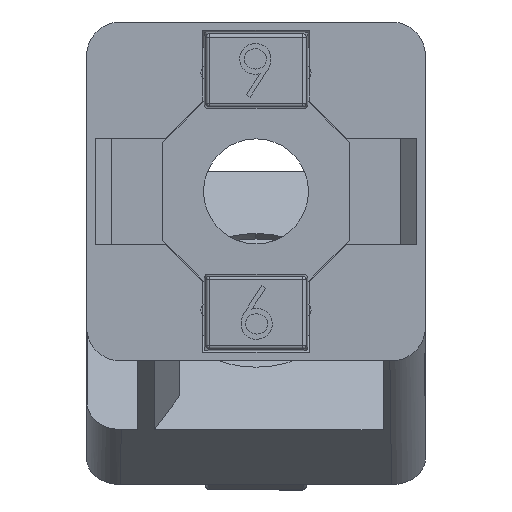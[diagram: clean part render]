
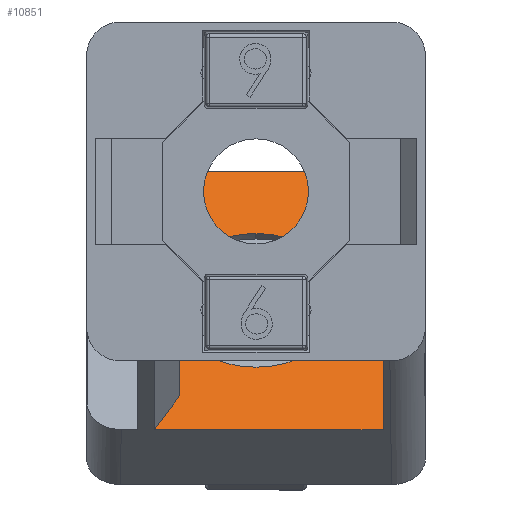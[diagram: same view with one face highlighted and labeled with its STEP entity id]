
A CAD part, front view. The second image highlights one B-rep face of the part: STEP entity #10851.
In plain terms, the highlighted planar face has unit normal (0, -0.766, 0.643).
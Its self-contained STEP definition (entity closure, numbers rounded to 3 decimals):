
#56 = CARTESIAN_POINT ( 'NONE',  ( -4.5, 17.931, -12.065 ) ) ;
#621 = VERTEX_POINT ( 'NONE', #5303 ) ;
#624 = DIRECTION ( 'NONE',  ( 0., -0.643, -0.766 ) ) ;
#847 = CARTESIAN_POINT ( 'NONE',  ( -4.5, 27.39, -0.791 ) ) ;
#1149 = LINE ( 'NONE', #3211, #12041 ) ;
#1229 = EDGE_CURVE ( 'NONE', #11615, #5780, #1149, .T. ) ;
#1532 = DIRECTION ( 'NONE',  ( 1., 0., 0. ) ) ;
#1792 = VERTEX_POINT ( 'NONE', #12898 ) ;
#1971 = CARTESIAN_POINT ( 'NONE',  ( -4.5, 21.051, -8.346 ) ) ;
#1977 = CARTESIAN_POINT ( 'NONE',  ( -4.5, 32.302, 5.063 ) ) ;
#2043 = CARTESIAN_POINT ( 'NONE',  ( 7.5, 29.06, 1.199 ) ) ;
#2224 = VERTEX_POINT ( 'NONE', #6467 ) ;
#2384 = CARTESIAN_POINT ( 'NONE',  ( 0., 22.66, -6.428 ) ) ;
#2700 = EDGE_CURVE ( 'NONE', #8946, #1792, #3840, .T. ) ;
#2892 = CARTESIAN_POINT ( 'NONE',  ( 0., 22.66, -6.428 ) ) ;
#3211 = CARTESIAN_POINT ( 'NONE',  ( -6., 16.261, -14.055 ) ) ;
#3611 = VERTEX_POINT ( 'NONE', #9196 ) ;
#3807 = DIRECTION ( 'NONE',  ( 0., -0.766, 0.643 ) ) ;
#3840 = CIRCLE ( 'NONE', #19103, 5.15 ) ;
#3986 = DIRECTION ( 'NONE',  ( -0.5, 0.557, 0.663 ) ) ;
#3998 = PLANE ( 'NONE',  #17362 ) ;
#4651 = EDGE_CURVE ( 'NONE', #15120, #621, #9542, .T. ) ;
#4669 = ORIENTED_EDGE ( 'NONE', *, *, #15629, .F. ) ;
#4774 = ORIENTED_EDGE ( 'NONE', *, *, #1229, .F. ) ;
#4800 = ORIENTED_EDGE ( 'NONE', *, *, #9765, .F. ) ;
#4861 = VECTOR ( 'NONE', #3986, 1000. ) ;
#5061 = CARTESIAN_POINT ( 'NONE',  ( 0., 22.66, -6.428 ) ) ;
#5303 = CARTESIAN_POINT ( 'NONE',  ( 0., 19.35, -10.373 ) ) ;
#5353 = VECTOR ( 'NONE', #1532, 1000. ) ;
#5518 = ORIENTED_EDGE ( 'NONE', *, *, #6602, .F. ) ;
#5723 = DIRECTION ( 'NONE',  ( 0., -0.643, -0.766 ) ) ;
#5780 = VERTEX_POINT ( 'NONE', #56 ) ;
#5787 = EDGE_CURVE ( 'NONE', #3611, #9739, #17199, .T. ) ;
#5839 = ORIENTED_EDGE ( 'NONE', *, *, #9828, .F. ) ;
#6467 = CARTESIAN_POINT ( 'NONE',  ( 7.5, 16.261, -14.055 ) ) ;
#6583 = LINE ( 'NONE', #1977, #10510 ) ;
#6602 = EDGE_CURVE ( 'NONE', #1792, #13096, #16284, .T. ) ;
#6838 = CARTESIAN_POINT ( 'NONE',  ( -6., 16.261, -14.055 ) ) ;
#6902 = CARTESIAN_POINT ( 'NONE',  ( 7.5, 32.302, 5.063 ) ) ;
#7652 = DIRECTION ( 'NONE',  ( 0.5, 0.557, 0.663 ) ) ;
#7783 = VECTOR ( 'NONE', #15183, 1000. ) ;
#7810 = AXIS2_PLACEMENT_3D ( 'NONE', #2892, #14553, #5723 ) ;
#8946 = VERTEX_POINT ( 'NONE', #14100 ) ;
#8960 = ORIENTED_EDGE ( 'NONE', *, *, #18076, .T. ) ;
#9196 = CARTESIAN_POINT ( 'NONE',  ( -6., 29.06, 1.199 ) ) ;
#9466 = DIRECTION ( 'NONE',  ( 0., -0.766, 0.643 ) ) ;
#9542 = CIRCLE ( 'NONE', #7810, 5.15 ) ;
#9739 = VERTEX_POINT ( 'NONE', #2043 ) ;
#9765 = EDGE_CURVE ( 'NONE', #621, #8946, #17430, .T. ) ;
#9828 = EDGE_CURVE ( 'NONE', #13096, #3611, #13714, .T. ) ;
#9926 = ORIENTED_EDGE ( 'NONE', *, *, #4651, .F. ) ;
#10105 = LINE ( 'NONE', #12086, #7783 ) ;
#10299 = DIRECTION ( 'NONE',  ( -1., 0., 0. ) ) ;
#10510 = VECTOR ( 'NONE', #16953, 1000. ) ;
#10851 = ADVANCED_FACE ( 'NONE', ( #12299 ), #3998, .F. ) ;
#11615 = VERTEX_POINT ( 'NONE', #6838 ) ;
#11771 = CARTESIAN_POINT ( 'NONE',  ( 10., 29.06, 1.199 ) ) ;
#12041 = VECTOR ( 'NONE', #7652, 1000. ) ;
#12086 = CARTESIAN_POINT ( 'NONE',  ( 7.5, 16.261, -14.055 ) ) ;
#12299 = FACE_OUTER_BOUND ( 'NONE', #16217, .T. ) ;
#12898 = CARTESIAN_POINT ( 'NONE',  ( -4.5, 24.27, -4.509 ) ) ;
#13096 = VERTEX_POINT ( 'NONE', #847 ) ;
#13714 = LINE ( 'NONE', #17413, #4861 ) ;
#13722 = VECTOR ( 'NONE', #15568, 1000. ) ;
#14100 = CARTESIAN_POINT ( 'NONE',  ( 0., 25.971, -2.483 ) ) ;
#14408 = ORIENTED_EDGE ( 'NONE', *, *, #2700, .F. ) ;
#14553 = DIRECTION ( 'NONE',  ( 0., -0.766, 0.643 ) ) ;
#15120 = VERTEX_POINT ( 'NONE', #1971 ) ;
#15183 = DIRECTION ( 'NONE',  ( 0., 0.643, 0.766 ) ) ;
#15264 = ORIENTED_EDGE ( 'NONE', *, *, #19219, .F. ) ;
#15568 = DIRECTION ( 'NONE',  ( 0., 0.643, 0.766 ) ) ;
#15574 = AXIS2_PLACEMENT_3D ( 'NONE', #5061, #9466, #624 ) ;
#15629 = EDGE_CURVE ( 'NONE', #2224, #11615, #18890, .T. ) ;
#15926 = DIRECTION ( 'NONE',  ( 0., 0.766, -0.643 ) ) ;
#16217 = EDGE_LOOP ( 'NONE', ( #4774, #4669, #8960, #17203, #5839, #5518, #14408, #4800, #9926, #15264 ) ) ;
#16284 = LINE ( 'NONE', #16936, #13722 ) ;
#16936 = CARTESIAN_POINT ( 'NONE',  ( -4.5, 32.302, 5.063 ) ) ;
#16953 = DIRECTION ( 'NONE',  ( 0., 0.643, 0.766 ) ) ;
#17199 = LINE ( 'NONE', #11771, #5353 ) ;
#17203 = ORIENTED_EDGE ( 'NONE', *, *, #5787, .F. ) ;
#17286 = DIRECTION ( 'NONE',  ( 0., 0.643, 0.766 ) ) ;
#17362 = AXIS2_PLACEMENT_3D ( 'NONE', #6902, #15926, #17286 ) ;
#17413 = CARTESIAN_POINT ( 'NONE',  ( -4.5, 27.39, -0.791 ) ) ;
#17430 = CIRCLE ( 'NONE', #15574, 5.15 ) ;
#17732 = CARTESIAN_POINT ( 'NONE',  ( 7.5, 16.261, -14.055 ) ) ;
#17963 = VECTOR ( 'NONE', #10299, 1000. ) ;
#18076 = EDGE_CURVE ( 'NONE', #2224, #9739, #10105, .T. ) ;
#18658 = DIRECTION ( 'NONE',  ( 0., -0.643, -0.766 ) ) ;
#18890 = LINE ( 'NONE', #17732, #17963 ) ;
#19103 = AXIS2_PLACEMENT_3D ( 'NONE', #2384, #3807, #18658 ) ;
#19219 = EDGE_CURVE ( 'NONE', #5780, #15120, #6583, .T. ) ;
